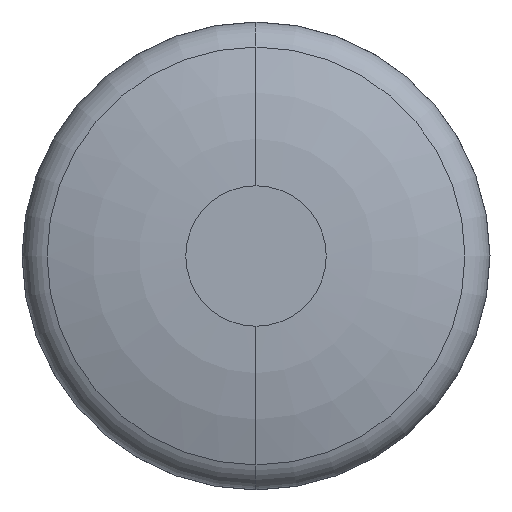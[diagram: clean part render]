
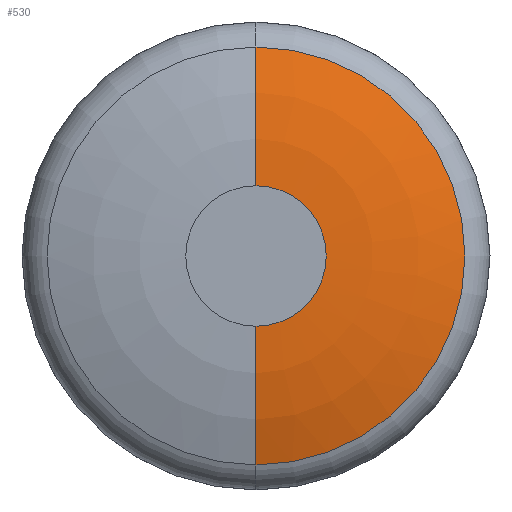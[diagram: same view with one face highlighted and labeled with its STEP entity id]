
A CAD part, front view. The second image highlights one B-rep face of the part: STEP entity #530.
In plain terms, the highlighted toroidal (fillet/blend) face has major radius 1.429 mm and minor radius 8.572 mm.
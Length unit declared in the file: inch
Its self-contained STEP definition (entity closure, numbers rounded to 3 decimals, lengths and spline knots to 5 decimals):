
#19 = DIRECTION ( 'NONE',  ( 0., -1., 0. ) ) ;
#29 = AXIS2_PLACEMENT_3D ( 'NONE', #345, #242, #260 ) ;
#38 = AXIS2_PLACEMENT_3D ( 'NONE', #221, #141, #442 ) ;
#45 = VERTEX_POINT ( 'NONE', #446 ) ;
#110 = AXIS2_PLACEMENT_3D ( 'NONE', #208, #19, #205 ) ;
#139 = EDGE_CURVE ( 'NONE', #45, #238, #159, .T. ) ;
#141 = DIRECTION ( 'NONE',  ( 0., -1., 0. ) ) ;
#149 = DIRECTION ( 'NONE',  ( -1., 0., 0. ) ) ;
#150 = VERTEX_POINT ( 'NONE', #362 ) ;
#159 = CIRCLE ( 'NONE', #347, 0.3375 ) ;
#167 = EDGE_CURVE ( 'NONE', #150, #456, #178, .T. ) ;
#178 = CIRCLE ( 'NONE', #493, 0.3375 ) ;
#203 = DIRECTION ( 'NONE',  ( 0., 0., 1. ) ) ;
#205 = DIRECTION ( 'NONE',  ( 0., 0., -1. ) ) ;
#208 = CARTESIAN_POINT ( 'NONE',  ( 0., 0., 0. ) ) ;
#221 = CARTESIAN_POINT ( 'NONE',  ( 0., 0.01882, 0. ) ) ;
#237 = CARTESIAN_POINT ( 'NONE',  ( 0., 0., 0.05625 ) ) ;
#238 = VERTEX_POINT ( 'NONE', #237 ) ;
#242 = DIRECTION ( 'NONE',  ( 0., -1., 0. ) ) ;
#260 = DIRECTION ( 'NONE',  ( 0., 0., -1. ) ) ;
#268 = ORIENTED_EDGE ( 'NONE', *, *, #506, .F. ) ;
#270 = DIRECTION ( 'NONE',  ( 1., 0., 0. ) ) ;
#273 = CARTESIAN_POINT ( 'NONE',  ( 0., 0.3375, 0.05625 ) ) ;
#286 = TOROIDAL_SURFACE ( 'NONE', #29, 0.05625, 0.3375 ) ;
#299 = CIRCLE ( 'NONE', #38, 0.16738 ) ;
#330 = ORIENTED_EDGE ( 'NONE', *, *, #139, .T. ) ;
#345 = CARTESIAN_POINT ( 'NONE',  ( 0., 0.3375, 0. ) ) ;
#347 = AXIS2_PLACEMENT_3D ( 'NONE', #273, #270, #448 ) ;
#362 = CARTESIAN_POINT ( 'NONE',  ( 0., 0.01882, -0.16738 ) ) ;
#363 = EDGE_CURVE ( 'NONE', #150, #45, #299, .T. ) ;
#368 = CIRCLE ( 'NONE', #110, 0.05625 ) ;
#379 = EDGE_LOOP ( 'NONE', ( #499, #330, #268, #563 ) ) ;
#425 = FACE_OUTER_BOUND ( 'NONE', #379, .T. ) ;
#442 = DIRECTION ( 'NONE',  ( 0., 0., -1. ) ) ;
#446 = CARTESIAN_POINT ( 'NONE',  ( 0., 0.01882, 0.16738 ) ) ;
#448 = DIRECTION ( 'NONE',  ( 0., 0., -1. ) ) ;
#456 = VERTEX_POINT ( 'NONE', #497 ) ;
#474 = CARTESIAN_POINT ( 'NONE',  ( 0., 0.3375, -0.05625 ) ) ;
#493 = AXIS2_PLACEMENT_3D ( 'NONE', #474, #149, #203 ) ;
#497 = CARTESIAN_POINT ( 'NONE',  ( 0., 0., -0.05625 ) ) ;
#499 = ORIENTED_EDGE ( 'NONE', *, *, #363, .T. ) ;
#506 = EDGE_CURVE ( 'NONE', #456, #238, #368, .T. ) ;
#530 = ADVANCED_FACE ( 'NONE', ( #425 ), #286, .T. ) ;
#563 = ORIENTED_EDGE ( 'NONE', *, *, #167, .F. ) ;
